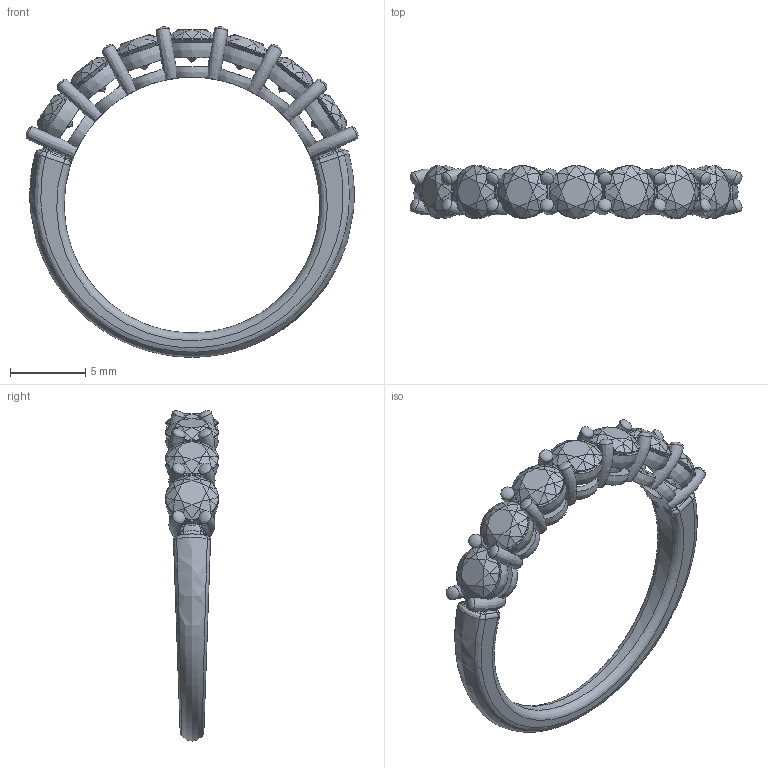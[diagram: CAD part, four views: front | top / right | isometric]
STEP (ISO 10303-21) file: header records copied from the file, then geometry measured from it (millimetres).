
FILE_DESCRIPTION(('FreeCAD Model'),'2;1');
FILE_NAME('Open CASCADE Shape Model','2025-04-27T17:32:11',('FreeCAD'),( 'FreeCAD'),'Open CASCADE STEP processor 7.6','FreeCAD','Unknown');
FILE_SCHEMA(('AUTOMOTIVE_DESIGN { 1 0 10303 214 1 1 1 1 }'));
Length unit declared in the file: millimetre
Products named in the file (1): Open CASCADE STEP translator 7.6 1
Bounding box: 22.07 x 3.5 x 21.97 mm (x, y, z)
Volume: 276.5 mm3; surface area: 808.1 mm2
Topology: 8 solids, 8 shells, 668 faces, 1579 edges, 891 vertices
Faces by surface type: plane 424, bspline 199, cylinder 27, cone 14, sphere 4
Full cylindrical faces by diameter (mm): 2.118 x7, 3.5 x7, 17 x1
Entity records: 35663 total; most frequent: CARTESIAN_POINT 21720, ORIENTED_EDGE 3142, DIRECTION 2477, EDGE_CURVE 1571, AXIS2_PLACEMENT_3D 936, VERTEX_POINT 891, FACE_BOUND 720, EDGE_LOOP 720
